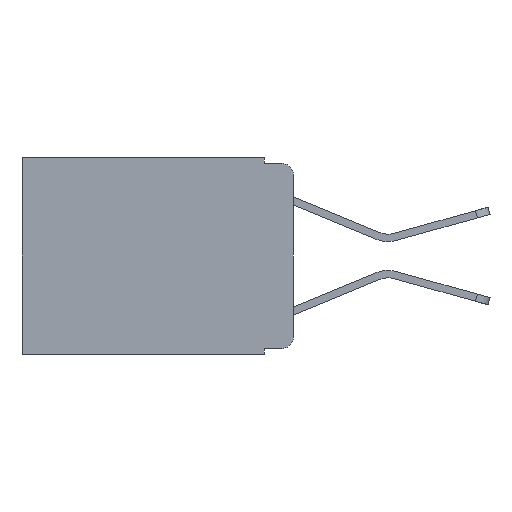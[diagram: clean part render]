
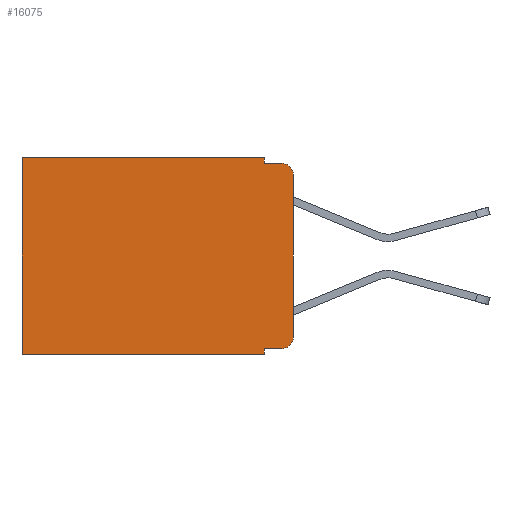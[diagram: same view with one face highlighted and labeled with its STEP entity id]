
A CAD part, left-side view. The second image highlights one B-rep face of the part: STEP entity #16075.
In plain terms, the highlighted planar face has unit normal (-1, 0, 0).
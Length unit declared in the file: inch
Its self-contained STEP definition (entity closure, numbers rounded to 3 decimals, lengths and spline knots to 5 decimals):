
#154 = EDGE_CURVE ( 'NONE', #6539, #3144, #10311, .T. ) ;
#204 = DIRECTION ( 'NONE',  ( 0., -1., 0. ) ) ;
#332 = VECTOR ( 'NONE', #12649, 39.37008 ) ;
#338 = VERTEX_POINT ( 'NONE', #5647 ) ;
#398 = CARTESIAN_POINT ( 'NONE',  ( 0.298, 0.051, -0.01 ) ) ;
#819 = CARTESIAN_POINT ( 'NONE',  ( 0.298, 0., -0.343 ) ) ;
#966 = ORIENTED_EDGE ( 'NONE', *, *, #154, .T. ) ;
#1461 = DIRECTION ( 'NONE',  ( 0., -1., 0. ) ) ;
#1651 = CARTESIAN_POINT ( 'NONE',  ( 0.298, 0.051, -0.333 ) ) ;
#1669 = VECTOR ( 'NONE', #204, 39.37008 ) ;
#1681 = AXIS2_PLACEMENT_3D ( 'NONE', #3579, #13149, #4955 ) ;
#2218 = LINE ( 'NONE', #398, #15844 ) ;
#2286 = VERTEX_POINT ( 'NONE', #7996 ) ;
#2508 = ORIENTED_EDGE ( 'NONE', *, *, #8575, .F. ) ;
#2955 = VECTOR ( 'NONE', #13182, 39.37008 ) ;
#3112 = EDGE_LOOP ( 'NONE', ( #14834, #10233, #7200, #2508, #966, #4564, #14142, #11627, #17196, #4518 ) ) ;
#3144 = VERTEX_POINT ( 'NONE', #3653 ) ;
#3359 = DIRECTION ( 'NONE',  ( 0., 0., -1. ) ) ;
#3579 = CARTESIAN_POINT ( 'NONE',  ( 0.298, 0.02, -0.03 ) ) ;
#3653 = CARTESIAN_POINT ( 'NONE',  ( 0.298, 0.473, 0. ) ) ;
#3721 = EDGE_CURVE ( 'NONE', #2286, #4970, #9472, .T. ) ;
#4165 = CARTESIAN_POINT ( 'NONE',  ( 0.298, 0.02, -0.313 ) ) ;
#4280 = VERTEX_POINT ( 'NONE', #11704 ) ;
#4518 = ORIENTED_EDGE ( 'NONE', *, *, #9595, .T. ) ;
#4564 = ORIENTED_EDGE ( 'NONE', *, *, #7035, .T. ) ;
#4955 = DIRECTION ( 'NONE',  ( 0., 0., -1. ) ) ;
#4970 = VERTEX_POINT ( 'NONE', #16159 ) ;
#5202 = CARTESIAN_POINT ( 'NONE',  ( 0.298, 0.051, 0. ) ) ;
#5250 = VECTOR ( 'NONE', #14985, 39.37008 ) ;
#5647 = CARTESIAN_POINT ( 'NONE',  ( 0.298, 0.051, -0.01 ) ) ;
#6397 = CIRCLE ( 'NONE', #6666, 0.02 ) ;
#6539 = VERTEX_POINT ( 'NONE', #5202 ) ;
#6611 = LINE ( 'NONE', #10444, #2955 ) ;
#6666 = AXIS2_PLACEMENT_3D ( 'NONE', #4165, #10206, #3359 ) ;
#6780 = DIRECTION ( 'NONE',  ( 1., 0., 0. ) ) ;
#7035 = EDGE_CURVE ( 'NONE', #3144, #4280, #12565, .T. ) ;
#7200 = ORIENTED_EDGE ( 'NONE', *, *, #7295, .F. ) ;
#7295 = EDGE_CURVE ( 'NONE', #338, #12098, #2218, .T. ) ;
#7526 = VECTOR ( 'NONE', #8016, 39.37008 ) ;
#7763 = DIRECTION ( 'NONE',  ( 0., 1., 0. ) ) ;
#7899 = CIRCLE ( 'NONE', #1681, 0.02 ) ;
#7996 = CARTESIAN_POINT ( 'NONE',  ( 0.298, 0.051, -0.333 ) ) ;
#8016 = DIRECTION ( 'NONE',  ( 0., 0., -1. ) ) ;
#8223 = CARTESIAN_POINT ( 'NONE',  ( 0.298, 0.051, -0.343 ) ) ;
#8327 = EDGE_CURVE ( 'NONE', #2286, #14188, #11176, .T. ) ;
#8560 = VERTEX_POINT ( 'NONE', #13071 ) ;
#8575 = EDGE_CURVE ( 'NONE', #6539, #338, #14936, .T. ) ;
#8619 = AXIS2_PLACEMENT_3D ( 'NONE', #14925, #6780, #16229 ) ;
#9222 = LINE ( 'NONE', #819, #13670 ) ;
#9472 = LINE ( 'NONE', #1651, #1669 ) ;
#9595 = EDGE_CURVE ( 'NONE', #4970, #11962, #6397, .T. ) ;
#9732 = EDGE_CURVE ( 'NONE', #8560, #12098, #7899, .T. ) ;
#9856 = FACE_OUTER_BOUND ( 'NONE', #3112, .T. ) ;
#10115 = CARTESIAN_POINT ( 'NONE',  ( 0.298, 0.02, -0.01 ) ) ;
#10206 = DIRECTION ( 'NONE',  ( -1., 0., 0. ) ) ;
#10233 = ORIENTED_EDGE ( 'NONE', *, *, #9732, .T. ) ;
#10311 = LINE ( 'NONE', #15922, #16941 ) ;
#10444 = CARTESIAN_POINT ( 'NONE',  ( 0.298, 0., 0. ) ) ;
#10453 = EDGE_CURVE ( 'NONE', #8560, #11962, #6611, .T. ) ;
#11176 = LINE ( 'NONE', #16063, #7526 ) ;
#11627 = ORIENTED_EDGE ( 'NONE', *, *, #8327, .F. ) ;
#11704 = CARTESIAN_POINT ( 'NONE',  ( 0.298, 0.473, -0.343 ) ) ;
#11962 = VERTEX_POINT ( 'NONE', #13905 ) ;
#12098 = VERTEX_POINT ( 'NONE', #10115 ) ;
#12565 = LINE ( 'NONE', #15041, #5250 ) ;
#12649 = DIRECTION ( 'NONE',  ( 0., 0., -1. ) ) ;
#13071 = CARTESIAN_POINT ( 'NONE',  ( 0.298, 0., -0.03 ) ) ;
#13149 = DIRECTION ( 'NONE',  ( -1., 0., 0. ) ) ;
#13182 = DIRECTION ( 'NONE',  ( 0., 0., -1. ) ) ;
#13428 = CARTESIAN_POINT ( 'NONE',  ( 0.298, 0.051, 0. ) ) ;
#13670 = VECTOR ( 'NONE', #7763, 39.37008 ) ;
#13905 = CARTESIAN_POINT ( 'NONE',  ( 0.298, 0., -0.313 ) ) ;
#14142 = ORIENTED_EDGE ( 'NONE', *, *, #15899, .F. ) ;
#14188 = VERTEX_POINT ( 'NONE', #8223 ) ;
#14834 = ORIENTED_EDGE ( 'NONE', *, *, #10453, .F. ) ;
#14925 = CARTESIAN_POINT ( 'NONE',  ( 0.298, 0., 0. ) ) ;
#14936 = LINE ( 'NONE', #13428, #332 ) ;
#14985 = DIRECTION ( 'NONE',  ( 0., 0., -1. ) ) ;
#15041 = CARTESIAN_POINT ( 'NONE',  ( 0.298, 0.473, 0. ) ) ;
#15503 = DIRECTION ( 'NONE',  ( 0., 1., 0. ) ) ;
#15844 = VECTOR ( 'NONE', #1461, 39.37008 ) ;
#15899 = EDGE_CURVE ( 'NONE', #14188, #4280, #9222, .T. ) ;
#15922 = CARTESIAN_POINT ( 'NONE',  ( 0.298, 0., 0. ) ) ;
#16063 = CARTESIAN_POINT ( 'NONE',  ( 0.298, 0.051, 0. ) ) ;
#16075 = ADVANCED_FACE ( 'NONE', ( #9856 ), #16164, .F. ) ;
#16159 = CARTESIAN_POINT ( 'NONE',  ( 0.298, 0.02, -0.333 ) ) ;
#16164 = PLANE ( 'NONE',  #8619 ) ;
#16229 = DIRECTION ( 'NONE',  ( 0., 0., -1. ) ) ;
#16941 = VECTOR ( 'NONE', #15503, 39.37008 ) ;
#17196 = ORIENTED_EDGE ( 'NONE', *, *, #3721, .T. ) ;
